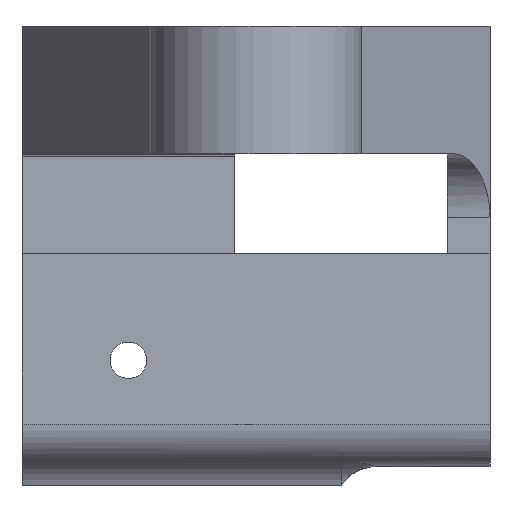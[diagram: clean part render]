
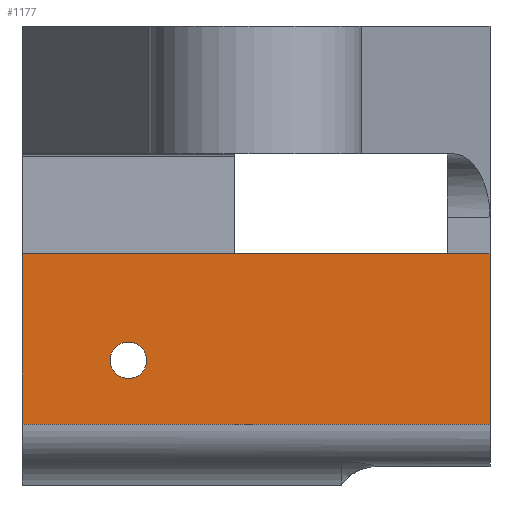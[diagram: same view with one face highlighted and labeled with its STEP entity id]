
A CAD part, front view. The second image highlights one B-rep face of the part: STEP entity #1177.
In plain terms, the highlighted planar face has unit normal (0, -1, 0).
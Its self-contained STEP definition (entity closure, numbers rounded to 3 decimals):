
#31=FACE_BOUND('',#166,.T.);
#53=PLANE('',#1292);
#103=FACE_OUTER_BOUND('',#165,.T.);
#165=EDGE_LOOP('',(#954,#955,#956,#957));
#166=EDGE_LOOP('',(#958,#959));
#215=LINE('',#1752,#333);
#233=LINE('',#1837,#351);
#272=LINE('',#1940,#390);
#273=LINE('',#1941,#391);
#333=VECTOR('',#1403,10.);
#351=VECTOR('',#1443,10.);
#390=VECTOR('',#1552,10.);
#391=VECTOR('',#1553,10.);
#433=CIRCLE('',#1224,0.856);
#434=CIRCLE('',#1225,0.856);
#485=VERTEX_POINT('',#1681);
#486=VERTEX_POINT('',#1682);
#513=VERTEX_POINT('',#1749);
#514=VERTEX_POINT('',#1751);
#537=VERTEX_POINT('',#1835);
#566=VERTEX_POINT('',#1939);
#600=EDGE_CURVE('',#485,#486,#433,.T.);
#601=EDGE_CURVE('',#486,#485,#434,.T.);
#634=EDGE_CURVE('',#513,#514,#215,.T.);
#662=EDGE_CURVE('',#537,#513,#233,.T.);
#713=EDGE_CURVE('',#566,#537,#272,.T.);
#714=EDGE_CURVE('',#514,#566,#273,.T.);
#954=ORIENTED_EDGE('',*,*,#662,.F.);
#955=ORIENTED_EDGE('',*,*,#713,.F.);
#956=ORIENTED_EDGE('',*,*,#714,.F.);
#957=ORIENTED_EDGE('',*,*,#634,.F.);
#958=ORIENTED_EDGE('',*,*,#600,.T.);
#959=ORIENTED_EDGE('',*,*,#601,.T.);
#1177=ADVANCED_FACE('',(#103,#31),#53,.T.);
#1224=AXIS2_PLACEMENT_3D('',#1683,#1339,#1340);
#1225=AXIS2_PLACEMENT_3D('',#1684,#1341,#1342);
#1292=AXIS2_PLACEMENT_3D('',#1938,#1550,#1551);
#1339=DIRECTION('center_axis',(0.,1.,0.));
#1340=DIRECTION('ref_axis',(1.,0.,0.));
#1341=DIRECTION('center_axis',(0.,1.,0.));
#1342=DIRECTION('ref_axis',(1.,0.,0.));
#1403=DIRECTION('',(0.,0.,1.));
#1443=DIRECTION('',(-1.,0.,0.));
#1550=DIRECTION('center_axis',(0.,-1.,0.));
#1551=DIRECTION('ref_axis',(0.,0.,-1.));
#1552=DIRECTION('',(0.,0.,-1.));
#1553=DIRECTION('',(1.,0.,0.));
#1681=CARTESIAN_POINT('',(-5.144,-8.5,5.));
#1682=CARTESIAN_POINT('',(-6.856,-8.5,5.));
#1683=CARTESIAN_POINT('Origin',(-6.,-8.5,5.));
#1684=CARTESIAN_POINT('Origin',(-6.,-8.5,5.));
#1749=CARTESIAN_POINT('',(-11.,-8.5,2.));
#1751=CARTESIAN_POINT('',(-11.,-8.5,10.));
#1752=CARTESIAN_POINT('',(-11.,-8.5,0.));
#1835=CARTESIAN_POINT('',(11.,-8.5,2.));
#1837=CARTESIAN_POINT('',(-5.5,-8.5,2.));
#1938=CARTESIAN_POINT('Origin',(-11.,-8.5,10.));
#1939=CARTESIAN_POINT('',(11.,-8.5,10.));
#1940=CARTESIAN_POINT('',(11.,-8.5,0.));
#1941=CARTESIAN_POINT('',(-11.,-8.5,10.));
